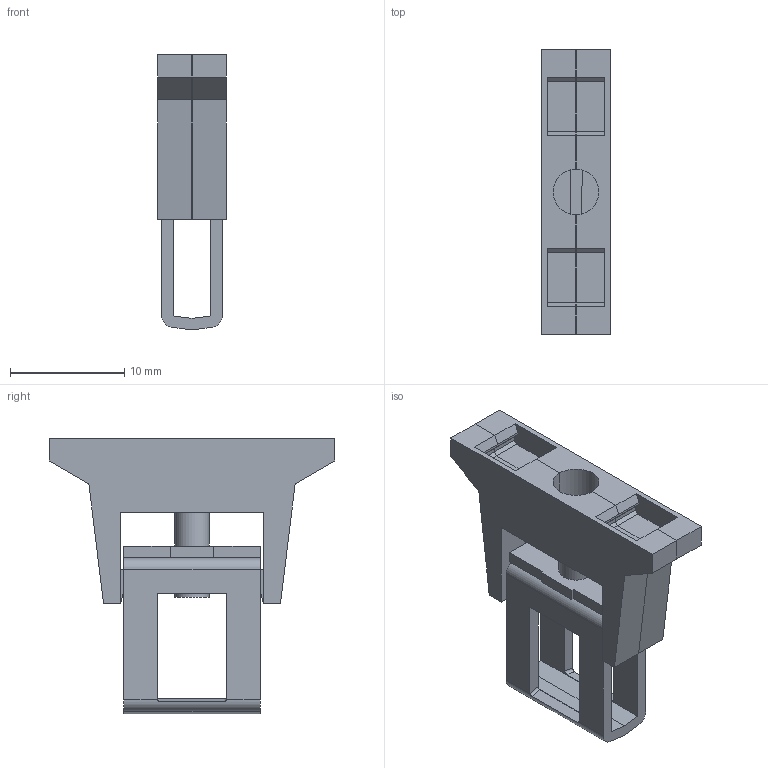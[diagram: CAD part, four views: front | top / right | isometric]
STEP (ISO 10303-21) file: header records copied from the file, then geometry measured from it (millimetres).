
FILE_DESCRIPTION(('CATIA V5R24 STEP','CAx-IF Rec.Pracs.--- Model Styling and Organization---1.2---2011-12-15'),'2;1');
FILE_NAME ('D1446032_0', '2017-01-11T09:12:10+00:00', ('Weidmueller Interface'), ('Weidmueller'), 'CATIA Version 5-6 Release 2014 SP4 HF52', 'CATIA V5 STEP AP214', 'none');
FILE_SCHEMA(('AUTOMOTIVE_DESIGN { 1 0 10303 214 1 1 1 1 }'));
Length unit declared in the file: millimetre
Products named in the file (1): v5-standard_part
Bounding box: 6 x 25 x 24.15 mm (x, y, z)
Volume: 1247.3 mm3; surface area: 2208.3 mm2
Topology: 3 solids, 3 shells, 153 faces, 441 edges, 294 vertices
Faces by surface type: plane 132, cylinder 21
Entity records: 4997 total; most frequent: CARTESIAN_POINT 1042, ORIENTED_EDGE 882, DIRECTION 689, EDGE_CURVE 441, VECTOR 393, LINE 393, VERTEX_POINT 294, AXIS2_PLACEMENT_3D 167
